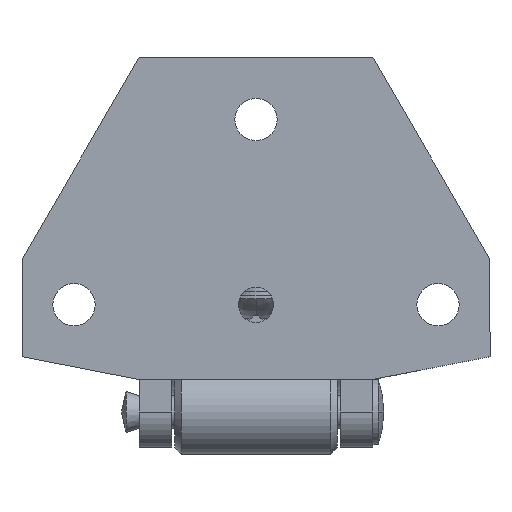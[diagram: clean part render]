
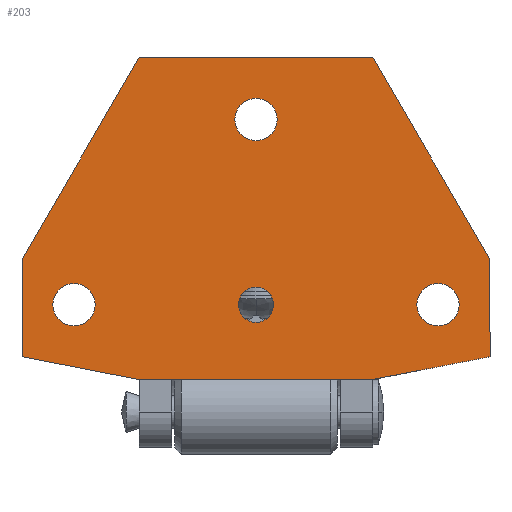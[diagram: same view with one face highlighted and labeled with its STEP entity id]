
A CAD part, front view. The second image highlights one B-rep face of the part: STEP entity #203.
In plain terms, the highlighted planar face has unit normal (0, -1, 0).
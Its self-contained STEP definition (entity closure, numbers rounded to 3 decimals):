
#106 = PLANE ( 'NONE',  #1041 ) ;
#107 = CARTESIAN_POINT ( 'NONE',  ( -43.826, 0., -34.978 ) ) ;
#108 = DIRECTION ( 'NONE',  ( 0., -1., 0. ) ) ;
#109 = DIRECTION ( 'NONE',  ( 0., 0., -1. ) ) ;
#203 = ADVANCED_FACE ( 'NONE', ( #1061, #1074, #1058, #1039, #1052 ), #106, .T. ) ;
#617 = CARTESIAN_POINT ( 'NONE',  ( -28., 0., -28.5 ) ) ;
#618 = DIRECTION ( 'NONE',  ( 0., 1., 0. ) ) ;
#619 = DIRECTION ( 'NONE',  ( 0., 0., 1. ) ) ;
#645 = LINE ( 'NONE', #646, #1894 ) ;
#646 = CARTESIAN_POINT ( 'NONE',  ( 36., 0., -36.5 ) ) ;
#647 = DIRECTION ( 'NONE',  ( -0.982, 0., -0.191 ) ) ;
#663 = LINE ( 'NONE', #664, #1887 ) ;
#664 = CARTESIAN_POINT ( 'NONE',  ( 18., 0., -40. ) ) ;
#665 = DIRECTION ( 'NONE',  ( -1., 0., 0. ) ) ;
#666 = LINE ( 'NONE', #667, #1891 ) ;
#667 = CARTESIAN_POINT ( 'NONE',  ( 36., 0., -21.5 ) ) ;
#668 = DIRECTION ( 'NONE',  ( 0., 0., -1. ) ) ;
#669 = LINE ( 'NONE', #670, #1902 ) ;
#670 = CARTESIAN_POINT ( 'NONE',  ( -18., 0., 9.5 ) ) ;
#671 = DIRECTION ( 'NONE',  ( 1., 0., 0. ) ) ;
#713 = CARTESIAN_POINT ( 'NONE',  ( 0., 0., -28.5 ) ) ;
#723 = LINE ( 'NONE', #724, #1872 ) ;
#724 = CARTESIAN_POINT ( 'NONE',  ( -36., 0., -21.5 ) ) ;
#725 = DIRECTION ( 'NONE',  ( 0.502, 0., 0.865 ) ) ;
#726 = DIRECTION ( 'NONE',  ( 0., 1., 0. ) ) ;
#727 = DIRECTION ( 'NONE',  ( 0., 0., -1. ) ) ;
#774 = AXIS2_PLACEMENT_3D ( 'NONE', #2777, #2778, #2779 ) ;
#781 = AXIS2_PLACEMENT_3D ( 'NONE', #6256, #6260, #6261 ) ;
#792 = AXIS2_PLACEMENT_3D ( 'NONE', #2845, #2846, #2847 ) ;
#794 = AXIS2_PLACEMENT_3D ( 'NONE', #6229, #6233, #6234 ) ;
#819 = AXIS2_PLACEMENT_3D ( 'NONE', #2786, #2787, #2788 ) ;
#892 = CIRCLE ( 'NONE', #781, 3.25 ) ;
#938 = CIRCLE ( 'NONE', #774, 2.7 ) ;
#942 = CIRCLE ( 'NONE', #792, 3.25 ) ;
#944 = CIRCLE ( 'NONE', #819, 3.25 ) ;
#1039 = FACE_OUTER_BOUND ( 'NONE', #4377, .T. ) ;
#1041 = AXIS2_PLACEMENT_3D ( 'NONE', #107, #108, #109 ) ;
#1052 = FACE_BOUND ( 'NONE', #4376, .T. ) ;
#1058 = FACE_BOUND ( 'NONE', #4374, .T. ) ;
#1061 = FACE_BOUND ( 'NONE', #4373, .T. ) ;
#1074 = FACE_BOUND ( 'NONE', #4375, .T. ) ;
#1170 = CIRCLE ( 'NONE', #794, 3.25 ) ;
#1217 = EDGE_CURVE ( 'NONE', #2080, #2087, #1732, .T. ) ;
#1226 = EDGE_CURVE ( 'NONE', #4407, #4322, #645, .T. ) ;
#1232 = EDGE_CURVE ( 'NONE', #4322, #4323, #663, .T. ) ;
#1233 = EDGE_CURVE ( 'NONE', #4411, #4407, #666, .T. ) ;
#1234 = EDGE_CURVE ( 'NONE', #4351, #4402, #669, .T. ) ;
#1252 = EDGE_CURVE ( 'NONE', #4358, #4351, #723, .T. ) ;
#1253 = EDGE_CURVE ( 'NONE', #2097, #2100, #1714, .T. ) ;
#1282 = EDGE_CURVE ( 'NONE', #4402, #4411, #3554, .T. ) ;
#1283 = EDGE_CURVE ( 'NONE', #2094, #2086, #1690, .T. ) ;
#1323 = EDGE_CURVE ( 'NONE', #4321, #4358, #3681, .T. ) ;
#1328 = EDGE_CURVE ( 'NONE', #4323, #4321, #3696, .T. ) ;
#1617 = VECTOR ( 'NONE', #3698, 1000. ) ;
#1631 = VECTOR ( 'NONE', #3683, 1000. ) ;
#1690 = CIRCLE ( 'NONE', #1866, 3.25 ) ;
#1714 = CIRCLE ( 'NONE', #1909, 2.7 ) ;
#1732 = CIRCLE ( 'NONE', #5713, 3.25 ) ;
#1765 = EDGE_CURVE ( 'NONE', #2087, #2080, #1170, .T. ) ;
#1774 = EDGE_CURVE ( 'NONE', #2086, #2094, #892, .T. ) ;
#1815 = EDGE_CURVE ( 'NONE', #2100, #2097, #938, .T. ) ;
#1818 = EDGE_CURVE ( 'NONE', #2091, #2095, #944, .T. ) ;
#1834 = EDGE_CURVE ( 'NONE', #2095, #2091, #942, .T. ) ;
#1866 = AXIS2_PLACEMENT_3D ( 'NONE', #3550, #3557, #3558 ) ;
#1872 = VECTOR ( 'NONE', #725, 1000. ) ;
#1887 = VECTOR ( 'NONE', #665, 1000. ) ;
#1891 = VECTOR ( 'NONE', #668, 1000. ) ;
#1894 = VECTOR ( 'NONE', #647, 1000. ) ;
#1902 = VECTOR ( 'NONE', #671, 1000. ) ;
#1909 = AXIS2_PLACEMENT_3D ( 'NONE', #713, #726, #727 ) ;
#1931 = VECTOR ( 'NONE', #3556, 1000. ) ;
#2080 = VERTEX_POINT ( 'NONE', #2974 ) ;
#2086 = VERTEX_POINT ( 'NONE', #2980 ) ;
#2087 = VERTEX_POINT ( 'NONE', #2981 ) ;
#2091 = VERTEX_POINT ( 'NONE', #2985 ) ;
#2094 = VERTEX_POINT ( 'NONE', #2988 ) ;
#2095 = VERTEX_POINT ( 'NONE', #2989 ) ;
#2097 = VERTEX_POINT ( 'NONE', #2991 ) ;
#2100 = VERTEX_POINT ( 'NONE', #2994 ) ;
#2247 = ORIENTED_EDGE ( 'NONE', *, *, #1323, .F. ) ;
#2248 = ORIENTED_EDGE ( 'NONE', *, *, #1818, .T. ) ;
#2249 = ORIENTED_EDGE ( 'NONE', *, *, #1253, .T. ) ;
#2250 = ORIENTED_EDGE ( 'NONE', *, *, #1252, .F. ) ;
#2251 = ORIENTED_EDGE ( 'NONE', *, *, #1232, .F. ) ;
#2254 = ORIENTED_EDGE ( 'NONE', *, *, #1328, .F. ) ;
#2257 = ORIENTED_EDGE ( 'NONE', *, *, #1815, .T. ) ;
#2258 = ORIENTED_EDGE ( 'NONE', *, *, #1774, .T. ) ;
#2262 = ORIENTED_EDGE ( 'NONE', *, *, #1282, .F. ) ;
#2272 = ORIENTED_EDGE ( 'NONE', *, *, #1233, .F. ) ;
#2276 = ORIENTED_EDGE ( 'NONE', *, *, #1283, .T. ) ;
#2777 = CARTESIAN_POINT ( 'NONE',  ( 0., 0., -28.5 ) ) ;
#2778 = DIRECTION ( 'NONE',  ( 0., 1., 0. ) ) ;
#2779 = DIRECTION ( 'NONE',  ( 0., 0., -1. ) ) ;
#2786 = CARTESIAN_POINT ( 'NONE',  ( 0., 0., 0. ) ) ;
#2787 = DIRECTION ( 'NONE',  ( 0., 1., 0. ) ) ;
#2788 = DIRECTION ( 'NONE',  ( 0., 0., 1. ) ) ;
#2845 = CARTESIAN_POINT ( 'NONE',  ( 0., 0., 0. ) ) ;
#2846 = DIRECTION ( 'NONE',  ( 0., 1., 0. ) ) ;
#2847 = DIRECTION ( 'NONE',  ( 0., 0., 1. ) ) ;
#2974 = CARTESIAN_POINT ( 'NONE',  ( -28., 0., -25.25 ) ) ;
#2980 = CARTESIAN_POINT ( 'NONE',  ( 28., 0., -31.75 ) ) ;
#2981 = CARTESIAN_POINT ( 'NONE',  ( -28., 0., -31.75 ) ) ;
#2985 = CARTESIAN_POINT ( 'NONE',  ( 0., 0., -3.25 ) ) ;
#2988 = CARTESIAN_POINT ( 'NONE',  ( 28., 0., -25.25 ) ) ;
#2989 = CARTESIAN_POINT ( 'NONE',  ( 0., 0., 3.25 ) ) ;
#2991 = CARTESIAN_POINT ( 'NONE',  ( 0., 0., -25.8 ) ) ;
#2994 = CARTESIAN_POINT ( 'NONE',  ( 0., 0., -31.2 ) ) ;
#3111 = CARTESIAN_POINT ( 'NONE',  ( -36., 0., -36.5 ) ) ;
#3112 = CARTESIAN_POINT ( 'NONE',  ( 18., 0., -40. ) ) ;
#3113 = CARTESIAN_POINT ( 'NONE',  ( -18., 0., -40. ) ) ;
#3117 = CARTESIAN_POINT ( 'NONE',  ( -18., 0., 9.5 ) ) ;
#3124 = CARTESIAN_POINT ( 'NONE',  ( -36., 0., -21.5 ) ) ;
#3131 = CARTESIAN_POINT ( 'NONE',  ( 18., 0., 9.5 ) ) ;
#3136 = CARTESIAN_POINT ( 'NONE',  ( 36., 0., -36.5 ) ) ;
#3140 = CARTESIAN_POINT ( 'NONE',  ( 36., 0., -21.5 ) ) ;
#3550 = CARTESIAN_POINT ( 'NONE',  ( 28., 0., -28.5 ) ) ;
#3554 = LINE ( 'NONE', #3555, #1931 ) ;
#3555 = CARTESIAN_POINT ( 'NONE',  ( 18., 0., 9.5 ) ) ;
#3556 = DIRECTION ( 'NONE',  ( 0.502, 0., -0.865 ) ) ;
#3557 = DIRECTION ( 'NONE',  ( 0., 1., 0. ) ) ;
#3558 = DIRECTION ( 'NONE',  ( 0., 0., 1. ) ) ;
#3681 = LINE ( 'NONE', #3682, #1631 ) ;
#3682 = CARTESIAN_POINT ( 'NONE',  ( -36., 0., -36.5 ) ) ;
#3683 = DIRECTION ( 'NONE',  ( 0., 0., 1. ) ) ;
#3696 = LINE ( 'NONE', #3697, #1617 ) ;
#3697 = CARTESIAN_POINT ( 'NONE',  ( -18., 0., -40. ) ) ;
#3698 = DIRECTION ( 'NONE',  ( -0.982, 0., 0.191 ) ) ;
#4310 = ORIENTED_EDGE ( 'NONE', *, *, #1217, .T. ) ;
#4312 = ORIENTED_EDGE ( 'NONE', *, *, #1226, .F. ) ;
#4315 = ORIENTED_EDGE ( 'NONE', *, *, #1834, .T. ) ;
#4317 = ORIENTED_EDGE ( 'NONE', *, *, #1765, .T. ) ;
#4318 = ORIENTED_EDGE ( 'NONE', *, *, #1234, .F. ) ;
#4321 = VERTEX_POINT ( 'NONE', #3111 ) ;
#4322 = VERTEX_POINT ( 'NONE', #3112 ) ;
#4323 = VERTEX_POINT ( 'NONE', #3113 ) ;
#4351 = VERTEX_POINT ( 'NONE', #3117 ) ;
#4358 = VERTEX_POINT ( 'NONE', #3124 ) ;
#4373 = EDGE_LOOP ( 'NONE', ( #2249, #2257 ) ) ;
#4374 = EDGE_LOOP ( 'NONE', ( #2276, #2258 ) ) ;
#4375 = EDGE_LOOP ( 'NONE', ( #4315, #2248 ) ) ;
#4376 = EDGE_LOOP ( 'NONE', ( #4310, #4317 ) ) ;
#4377 = EDGE_LOOP ( 'NONE', ( #2250, #2247, #2254, #2251, #4312, #2272, #2262, #4318 ) ) ;
#4402 = VERTEX_POINT ( 'NONE', #3131 ) ;
#4407 = VERTEX_POINT ( 'NONE', #3136 ) ;
#4411 = VERTEX_POINT ( 'NONE', #3140 ) ;
#5713 = AXIS2_PLACEMENT_3D ( 'NONE', #617, #618, #619 ) ;
#6229 = CARTESIAN_POINT ( 'NONE',  ( -28., 0., -28.5 ) ) ;
#6233 = DIRECTION ( 'NONE',  ( 0., 1., 0. ) ) ;
#6234 = DIRECTION ( 'NONE',  ( 0., 0., 1. ) ) ;
#6256 = CARTESIAN_POINT ( 'NONE',  ( 28., 0., -28.5 ) ) ;
#6260 = DIRECTION ( 'NONE',  ( 0., 1., 0. ) ) ;
#6261 = DIRECTION ( 'NONE',  ( 0., 0., 1. ) ) ;
